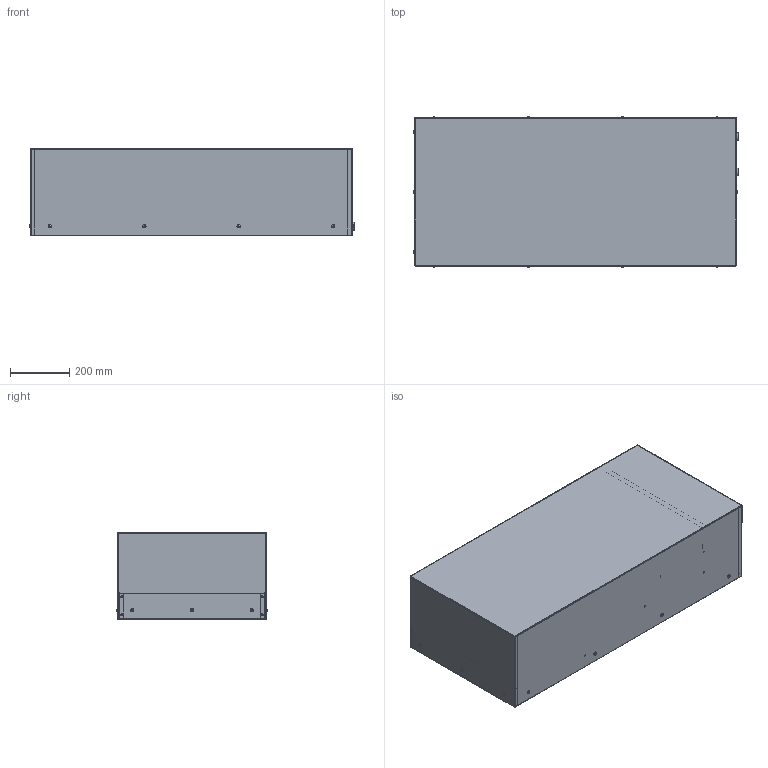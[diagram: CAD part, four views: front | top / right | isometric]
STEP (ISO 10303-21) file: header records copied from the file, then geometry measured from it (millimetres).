
FILE_DESCRIPTION( ( 'Unknown' ), '1' );
FILE_NAME( 'EXW50U12200040.stp', 'Unknown', ( 'Unknown' ), ( 'Unknown' ), 'PSStep 14.0', 'Unknown', ' ' );
FILE_SCHEMA( ( 'AUTOMOTIVE_DESIGN { 1 0 10303 214 1 1 1 1 }' ) );
Length unit declared in the file: millimetre
Products named in the file (74): TELAIO_EXW0002; BOCCAGLIO ø164_H10_0101500252; TELAIO_EXW0002_a; RIVETTO_4x9 _ 1201800390; RIVETTO_4x9 _ 1201800390-oa0; RIVETTO_4x9 _ 1201800390-oa1; RIVETTO_4x9 _ 1201800390-oa2; INSERTO M6 ESAGONALE CHIUSO CON BORDO _ 1201400070; INSERTO M6 ESAGONALE CHIUSO CON BORDO _ 1201400070-oa3; INSERTO M6 ESAGONALE CHIUSO CON BORDO _ 1201400070-oa4; INSERTO M6 ESAGONALE CHIUSO CON BORDO _ 1201400070-oa5; INSERTO M6 ESAGONALE CHIUSO CON BORDO _ 1201400070-oa6; INSERTO M6 ESAGONALE CHIUSO CON BORDO _ 1201400070-oa7; INSERTO M6 ESAGONALE CHIUSO CON BORDO _ 1201400070-oa8; INSERTO M6 ESAGONALE CHIUSO CON BORDO _ 1201400070-oa9; INSERTO M6 ESAGONALE CHIUSO CON BORDO _ 1201400070-oa10; INSERTO M6 ESAGONALE CHIUSO CON BORDO _ 1201400070-oa11; INSERTO M6 ESAGONALE CHIUSO CON BORDO _ 1201400070-oa12; INSERTO M6 ESAGONALE CHIUSO CON BORDO _ 1201400070-oa13; INSERTO M6 ESAGONALE CHIUSO CON BORDO _ 1201400070-oa14; INSERTO M6 ESAGONALE CHIUSO CON BORDO _ 1201400070-oa15; INSERTO M6 ESAGONALE CHIUSO CON BORDO _ 1201400070-oa16; INSERTO M6 ESAGONALE CHIUSO CON BORDO _ 1201400070-oa17; INSERTO M6 ESAGONALE CHIUSO CON BORDO _ 1201400070-oa18; INSERTO M6 ESAGONALE CHIUSO CON BORDO _ 1201400070-oa19; INSERTO M4 ESAGONALE CHIUSO A FILO; INSERTO M4 ESAGONALE CHIUSO A FILO-oa20; INSERTO M4 ESAGONALE CHIUSO A FILO-oa21; INSERTO M4 ESAGONALE CHIUSO A FILO-oa22; INNESTO MASCHIO SINGOLO _ 0353000490; ANGOLARE_EXW0002; RIVETTO SVASATO_4x10 _ 1201800391; DEFLETTORE_EXW0002; DEFLETTORE_A_EXW0002; DEFLETTORE_C_EXW0002; DEFLETTORE_B_EXW0002; DEFLETTORE_D_EXW0002; RIVETTO_4x9 _ 1201800390-oa23; RIVETTO_4x9 _ 1201800390-oa24; RIVETTO_4x9 _ 1201800390-oa25 ...
Assembly tree (102 placements, depth 4):
  Assem1
    PRESSACAVO OBO PG9 _ 0354001010
    PRESSACAVO OBO PG9 _ 0354001010
    VITE-TBTC_M6x12 _ 1201400015  x12
    EXW0002
      PIASTRA DIVISORIA_EXW0002
      PROFILO ANTICONDENSA_EXW0002
      RIVETTO_4x9 _ 1201800390-oa31
      RIVETTO_4x9 _ 1201800390-oa32
      RIVETTO_4x9 _ 1201800390-oa33
      RIVETTO_4x9 _ 1201800390-oa34
      RIVETTO_4x9 _ 1201800390-oa35
      RIVETTO_4x9 _ 1201800390-oa36
      RIVETTO_4x9 _ 1201800390-oa37
      RIVETTO_4x9 _ 1201800390-oa38
      TELAIO_EXW0002
        BOCCAGLIO ø164_H10_0101500252
        TELAIO_EXW0002_a
        RIVETTO_4x9 _ 1201800390
        RIVETTO_4x9 _ 1201800390-oa0
        RIVETTO_4x9 _ 1201800390-oa1
        RIVETTO_4x9 _ 1201800390-oa2
        INSERTO M6 ESAGONALE CHIUSO CON BORDO _ 1201400070
        INSERTO M6 ESAGONALE CHIUSO CON BORDO _ 1201400070-oa3
        INSERTO M6 ESAGONALE CHIUSO CON BORDO _ 1201400070-oa4
        INSERTO M6 ESAGONALE CHIUSO CON BORDO _ 1201400070-oa5
        INSERTO M6 ESAGONALE CHIUSO CON BORDO _ 1201400070-oa6
        INSERTO M6 ESAGONALE CHIUSO CON BORDO _ 1201400070-oa7
        INSERTO M6 ESAGONALE CHIUSO CON BORDO _ 1201400070-oa8
        INSERTO M6 ESAGONALE CHIUSO CON BORDO _ 1201400070-oa9
        INSERTO M6 ESAGONALE CHIUSO CON BORDO _ 1201400070-oa10
        INSERTO M6 ESAGONALE CHIUSO CON BORDO _ 1201400070-oa11
        INSERTO M6 ESAGONALE CHIUSO CON BORDO _ 1201400070-oa12
        INSERTO M6 ESAGONALE CHIUSO CON BORDO _ 1201400070-oa13
        INSERTO M6 ESAGONALE CHIUSO CON BORDO _ 1201400070-oa14
        INSERTO M6 ESAGONALE CHIUSO CON BORDO _ 1201400070-oa15
        INSERTO M6 ESAGONALE CHIUSO CON BORDO _ 1201400070-oa16
        INSERTO M6 ESAGONALE CHIUSO CON BORDO _ 1201400070-oa17
        INSERTO M6 ESAGONALE CHIUSO CON BORDO _ 1201400070-oa18
        INSERTO M6 ESAGONALE CHIUSO CON BORDO _ 1201400070-oa19
        INSERTO M4 ESAGONALE CHIUSO A FILO
        INSERTO M4 ESAGONALE CHIUSO A FILO-oa20
        INSERTO M4 ESAGONALE CHIUSO A FILO-oa21
        INSERTO M4 ESAGONALE CHIUSO A FILO-oa22
        INNESTO MASCHIO SINGOLO _ 0353000490
        ANGOLARE_EXW0002  x4
        RIVETTO SVASATO_4x10 _ 1201800391  x16
      BACINELLA_EXW0002
        BACINELLA_EXW0002
        TUBO ø16x1.5 L=30
      DEFLETTORE_EXW0002
        DEFLETTORE_A_EXW0002
        DEFLETTORE_C_EXW0002
        DEFLETTORE_B_EXW0002
        DEFLETTORE_D_EXW0002
        RIVETTO_4x9 _ 1201800390-oa23
        RIVETTO_4x9 _ 1201800390-oa24
        RIVETTO_4x9 _ 1201800390-oa25
        RIVETTO_4x9 _ 1201800390-oa26
        RIVETTO_4x9 _ 1201800390-oa27
Bounding box: 1101.57 x 510.15 x 294.2 mm (x, y, z)
Volume: 7424787 mm3; surface area: 8533711.1 mm2
Topology: 96 solids, 96 shells, 2251 faces, 5786 edges, 3790 vertices
Faces by surface type: plane 1241, cylinder 611, cone 276, sphere 92, bspline 24, torus 7
Full cylindrical faces by diameter (mm): 2 x38, 3.2 x6, 3.242 x4, 3.85 x36, 4 x1, 4.5 x71, 4.917 x18, 5 x10, 6 x12, 7 x21, 8 x28, 8.2 x18, 10.3 x1, 11.8 x12, 12 x18, 13 x1, 15 x1, 16 x2, 18.631 x2, 19 x2, 25 x1, 26 x2, 27 x2, 33 x2, 162 x1, 164 x1
Entity records: 70505 total; most frequent: CARTESIAN_POINT 11867, DIRECTION 8916, ORIENTED_EDGE 8026, EDGE_CURVE 4013, AXIS2_PLACEMENT_3D 3300, VERTEX_POINT 2791, EDGE_LOOP 2762, LINE 2316
